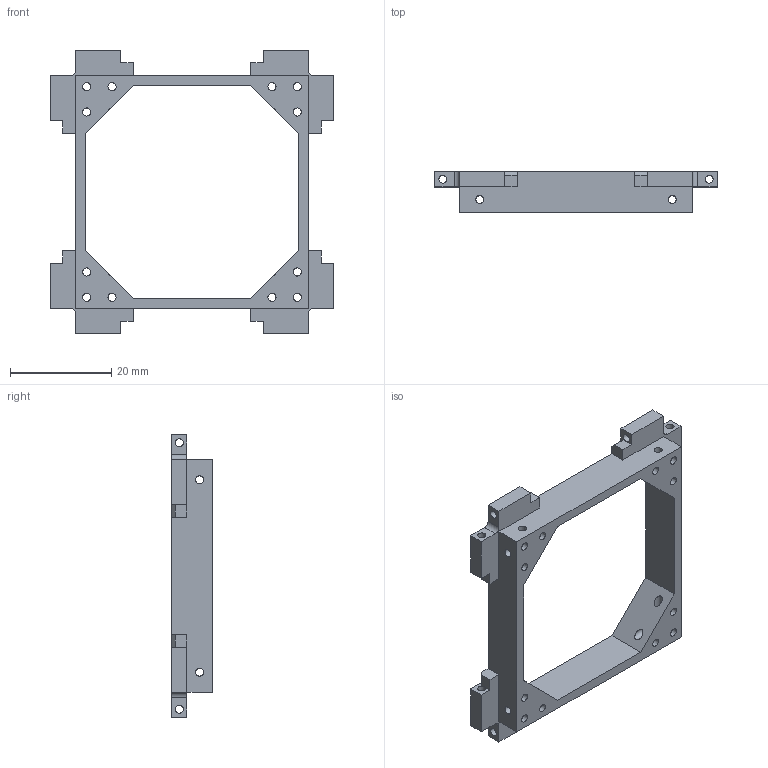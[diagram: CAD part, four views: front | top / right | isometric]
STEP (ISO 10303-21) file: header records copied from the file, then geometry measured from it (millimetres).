
FILE_DESCRIPTION(/* description */ (''),/* implementation_level */ '2;1');
FILE_NAME(/* name */ 'STRUCTURE UPPER FOSSASAT-1 v1.step',/* time_stamp */ '2019-04-02T23:44:27+02:00',/* author */ ('06julianf'),/* organization */ (''),/* preprocessor_version */ 'ST-DEVELOPER v17.2',/* originating_system */ 'Autodesk Translation Framework v7.6.0.251',/* authorisation */ '');
FILE_SCHEMA (('AUTOMOTIVE_DESIGN { 1 0 10303 214 3 1 1 }'));
Length unit declared in the file: millimetre
Products named in the file (1): STRUCTURE UPPER FOSSASAT-1
Bounding box: 55.82 x 8 x 55.82 mm (x, y, z)
Volume: 4950.3 mm3; surface area: 5778.9 mm2
Topology: 1 solids, 1 shells, 118 faces, 385 edges, 253 vertices
Faces by surface type: plane 71, cylinder 47
Full cylindrical faces by diameter (mm): 1.6 x43
Entity records: 4409 total; most frequent: ORIENTED_EDGE 770, CARTESIAN_POINT 757, DIRECTION 746, EDGE_CURVE 385, LINE 262, VECTOR 262, VERTEX_POINT 253, AXIS2_PLACEMENT_3D 242
